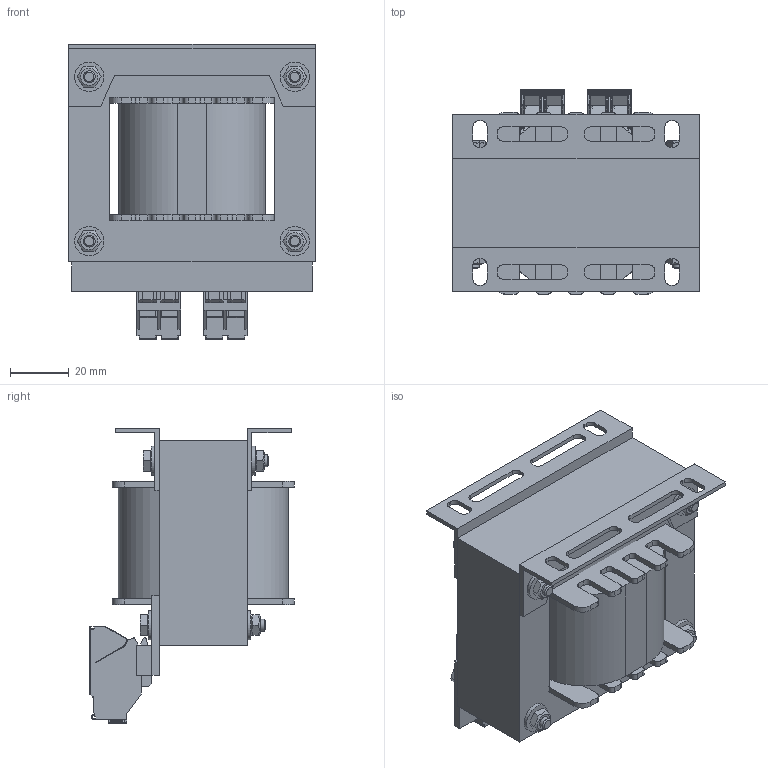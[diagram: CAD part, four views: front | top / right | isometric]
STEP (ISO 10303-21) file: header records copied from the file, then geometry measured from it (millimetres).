
FILE_DESCRIPTION(/* description */ (''),/* implementation_level */ '2;1');
FILE_NAME(/* name */ 'TA000639700.stp',/* time_stamp */ '2022-09-23T12:35:54+02:00',/* author */ ('velazquez'),/* organization */ (''),/* preprocessor_version */ 'ST-DEVELOPER v19.2',/* originating_system */ 'Autodesk Inventor 2023',/* authorisation */ '');
FILE_SCHEMA (('AUTOMOTIVE_DESIGN { 1 0 10303 214 3 1 1 }'));
Products named in the file (10): TA000639700; EI84 x 70 - 30 (RC28); EI84; RC28; AF28DIN; centrador M4; DIN 933 - M4  x 40; DIN 934 - M4; ficha2faston1223_TKS_4_2; 1223_TKS_4_2 NARANJA
Assembly tree (23 placements, depth 2):
  TA000639700
    EI84 x 70 - 30 (RC28)
    EI84
    RC28
    AF28DIN  x2
    centrador M4  x8
    DIN 933 - M4  x 40  x4
    DIN 934 - M4  x4
    ficha2faston1223_TKS_4_2
    1223_TKS_4_2 NARANJA
Bounding box: 84 x 69.7 x 100.5 mm (x, y, z)
Volume: 236252.5 mm3; surface area: 77785.2 mm2
Topology: 23 solids, 23 shells, 3793 faces, 10540 edges, 6862 vertices
Faces by surface type: plane 3023, cylinder 528, bspline 106, torus 84, cone 48, sphere 4
Full cylindrical faces by diameter (mm): 3.242 x4, 3.621 x4, 4 x14, 4.5 x4, 4.9 x8, 5.9 x4, 10 x8
Entity records: 119910 total; most frequent: CARTESIAN_POINT 24895, ORIENTED_EDGE 20124, DIRECTION 18089, EDGE_CURVE 10062, LINE 8773, VECTOR 8773, VERTEX_POINT 6562, AXIS2_PLACEMENT_3D 4658
